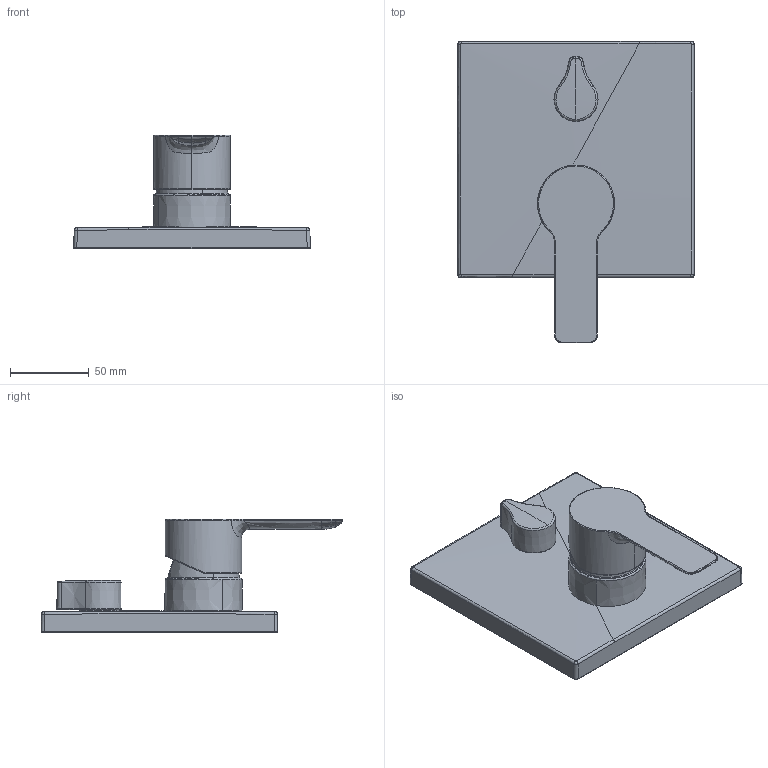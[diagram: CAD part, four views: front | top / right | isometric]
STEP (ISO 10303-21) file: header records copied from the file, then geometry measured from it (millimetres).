
FILE_DESCRIPTION (( 'STEP AP203' ), '1' );
FILE_NAME ('83859513(2018).STEP', '2018-11-12T11:26:55', ( '' ), ( '' ), 'SwSTEP 2.0', 'SolidWorks 2016', '' );
FILE_SCHEMA (( 'CONFIG_CONTROL_DESIGN' ));
Length unit declared in the file: millimetre
Products named in the file (1): 83859513(2018)
Bounding box: 149.97 x 191.34 x 71.95 mm (x, y, z)
Volume: 435018.4 mm3; surface area: 69445.7 mm2
Topology: 1 solids, 2 shells, 123 faces, 290 edges, 174 vertices
Faces by surface type: bspline 62, cylinder 21, torus 16, plane 13, cone 7, sphere 4
Entity records: 8806 total; most frequent: CARTESIAN_POINT 6385, ORIENTED_EDGE 580, DIRECTION 340, EDGE_CURVE 290, VERTEX_POINT 174, AXIS2_PLACEMENT_3D 146, B_SPLINE_CURVE_WITH_KNOTS 144, EDGE_LOOP 128
